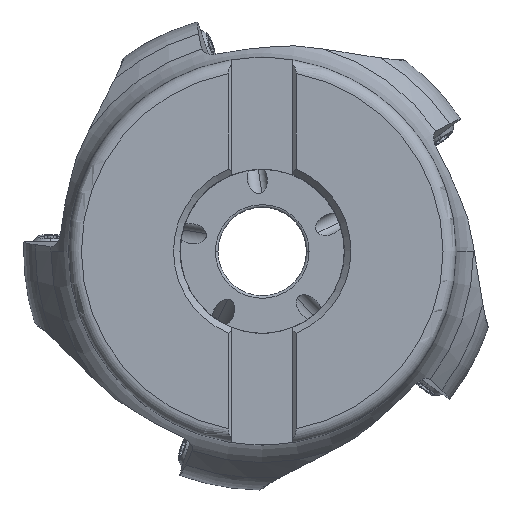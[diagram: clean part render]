
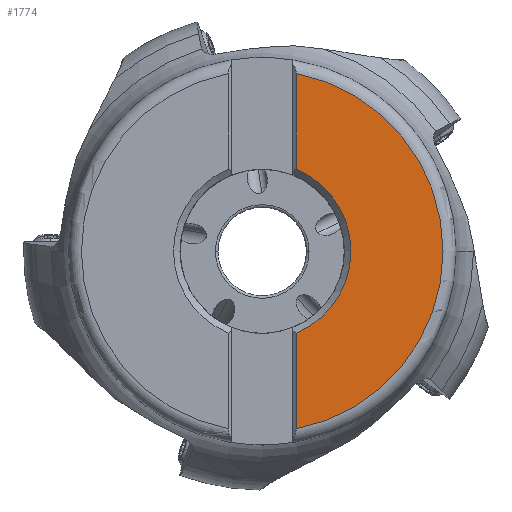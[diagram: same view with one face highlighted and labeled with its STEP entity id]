
A CAD part, top view. The second image highlights one B-rep face of the part: STEP entity #1774.
In plain terms, the highlighted planar face has unit normal (0, 0, 1).
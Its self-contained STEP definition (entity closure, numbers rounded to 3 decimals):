
#301=PLANE('',#10792);
#652=LINE('',#18946,#1164);
#653=LINE('',#18947,#1165);
#1164=VECTOR('',#12918,1.);
#1165=VECTOR('',#12919,1.);
#1774=ADVANCED_FACE('',(#2485),#301,.T.);
#2485=FACE_OUTER_BOUND('',#2997,.T.);
#2997=EDGE_LOOP('',(#5467,#5468,#5469,#5470,#5471,#5472));
#5467=ORIENTED_EDGE('',*,*,#8811,.T.);
#5468=ORIENTED_EDGE('',*,*,#8812,.F.);
#5469=ORIENTED_EDGE('',*,*,#8803,.T.);
#5470=ORIENTED_EDGE('',*,*,#8810,.T.);
#5471=ORIENTED_EDGE('',*,*,#8813,.F.);
#5472=ORIENTED_EDGE('',*,*,#8814,.T.);
#7453=VERTEX_POINT('',#18901);
#7454=VERTEX_POINT('',#18902);
#7459=VERTEX_POINT('',#18940);
#7460=VERTEX_POINT('',#18944);
#7461=VERTEX_POINT('',#18945);
#7462=VERTEX_POINT('',#18948);
#8803=EDGE_CURVE('',#7453,#7454,#9697,.T.);
#8810=EDGE_CURVE('',#7454,#7459,#9701,.T.);
#8811=EDGE_CURVE('',#7460,#7461,#9702,.T.);
#8812=EDGE_CURVE('',#7453,#7461,#652,.T.);
#8813=EDGE_CURVE('',#7462,#7459,#653,.T.);
#8814=EDGE_CURVE('',#7462,#7460,#9703,.T.);
#9697=CIRCLE('',#10784,28.);
#9701=CIRCLE('',#10788,28.);
#9702=CIRCLE('',#10790,13.735);
#9703=CIRCLE('',#10791,13.735);
#10784=AXIS2_PLACEMENT_3D('',#18900,#12904,#12905);
#10788=AXIS2_PLACEMENT_3D('',#18941,#12912,#12913);
#10790=AXIS2_PLACEMENT_3D('',#18943,#12916,#12917);
#10791=AXIS2_PLACEMENT_3D('',#18949,#12920,#12921);
#10792=AXIS2_PLACEMENT_3D('',#18950,#12922,#12923);
#12904=DIRECTION('',(0.,0.,1.));
#12905=DIRECTION('',(0.188,-0.982,0.));
#12912=DIRECTION('',(0.,0.,1.));
#12913=DIRECTION('',(1.,-0.001,0.));
#12916=DIRECTION('',(0.,0.,-1.));
#12917=DIRECTION('',(1.,0.,0.));
#12918=DIRECTION('',(0.,1.,0.));
#12919=DIRECTION('',(0.,1.,0.));
#12920=DIRECTION('',(0.,0.,-1.));
#12921=DIRECTION('',(0.383,0.924,0.));
#12922=DIRECTION('',(0.,0.,1.));
#12923=DIRECTION('',(1.,0.,0.));
#18900=CARTESIAN_POINT('',(0.,0.,0.));
#18901=CARTESIAN_POINT('',(5.265,-27.501,0.));
#18902=CARTESIAN_POINT('',(28.,-0.02,0.));
#18940=CARTESIAN_POINT('',(5.265,27.501,0.));
#18941=CARTESIAN_POINT('',(0.,0.,0.));
#18943=CARTESIAN_POINT('',(0.,0.,0.));
#18944=CARTESIAN_POINT('',(13.735,0.,0.));
#18945=CARTESIAN_POINT('',(5.265,-12.686,0.));
#18946=CARTESIAN_POINT('',(5.265,-27.501,0.));
#18947=CARTESIAN_POINT('',(5.265,12.686,0.));
#18948=CARTESIAN_POINT('',(5.265,12.686,0.));
#18949=CARTESIAN_POINT('',(0.,0.,0.));
#18950=CARTESIAN_POINT('',(16.632,0.,0.));
